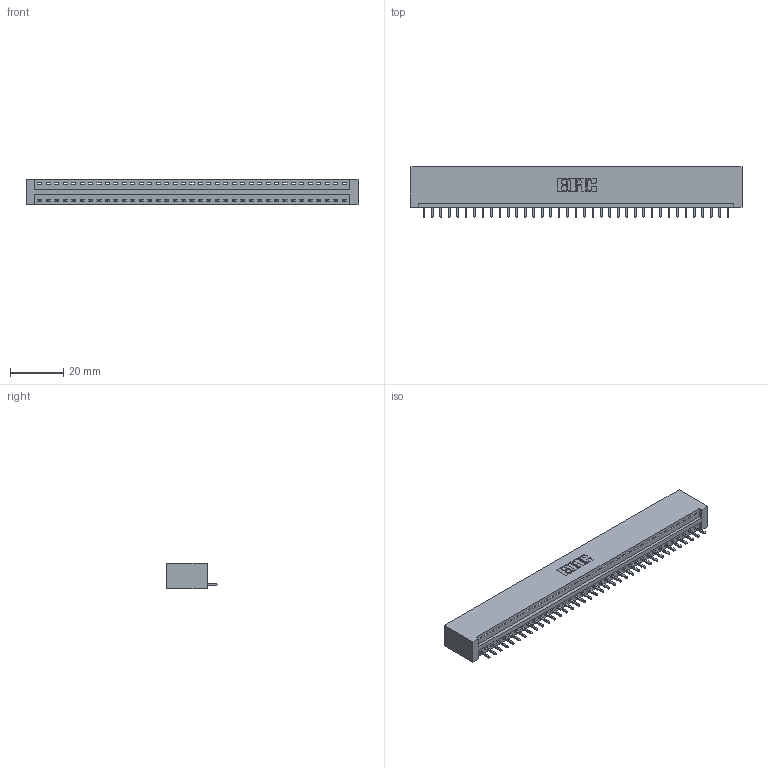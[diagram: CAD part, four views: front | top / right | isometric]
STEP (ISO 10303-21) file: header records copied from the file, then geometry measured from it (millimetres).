
FILE_DESCRIPTION (( 'STEP AP203' ), '1' );
FILE_NAME ('346-037-521-101.STEP', '2018-08-24T03:15:54', ( '' ), ( '' ), 'SwSTEP 2.0', 'SolidWorks 2016', '' );
FILE_SCHEMA (( 'CONFIG_CONTROL_DESIGN' ));
Length unit declared in the file: inch
Products named in the file (3): 346 Part_No Mounting Lugs; 345-292-001_345-293-121; 346-037-521-101
Assembly tree (38 placements, depth 2):
  346-037-521-101
    346 Part_No Mounting Lugs
    345-292-001_345-293-121  x37
Bounding box: 124.71 x 19.05 x 9.4 mm (x, y, z)
Volume: 12347.6 mm3; surface area: 15035.3 mm2
Topology: 38 solids, 38 shells, 2260 faces, 6817 edges, 4494 vertices
Faces by surface type: plane 1552, cylinder 708
Entity records: 23377 total; most frequent: CARTESIAN_POINT 4015, ORIENTED_EDGE 3986, DIRECTION 3543, EDGE_CURVE 1993, LINE 1721, VECTOR 1721, VERTEX_POINT 1326, AXIS2_PLACEMENT_3D 911
